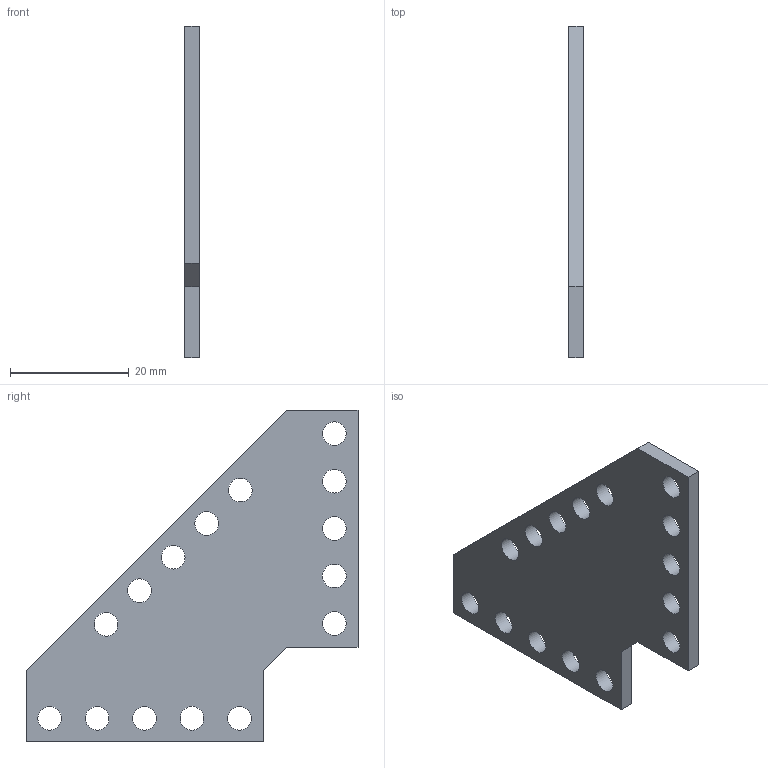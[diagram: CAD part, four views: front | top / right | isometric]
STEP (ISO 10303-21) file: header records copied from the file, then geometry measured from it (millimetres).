
FILE_DESCRIPTION( ( '' ), ' ' );
FILE_NAME( '5a2ac5f972ac810ef6302cd8.step', '2017-12-08T17:03:54', ( '' ), ( '' ), ' ', ' ', ' ' );
FILE_SCHEMA( ( 'AUTOMOTIVE_DESIGN { 1 0 10303 214 1 1 1 1 }' ) );
Length unit declared in the file: metre
Products named in the file (1): 1114-0090-0001
Bounding box: 2.5 x 56 x 56 mm (x, y, z)
Volume: 4328.8 mm3; surface area: 4424 mm2
Topology: 1 solids, 1 shells, 25 faces, 71 edges, 48 vertices
Faces by surface type: cylinder 15, plane 10
Full cylindrical faces by diameter (mm): 4 x15
Entity records: 1014 total; most frequent: DIRECTION 136, CARTESIAN_POINT 126, ORIENTED_EDGE 108, EDGE_LOOP 70, AXIS2_PLACEMENT_3D 56, EDGE_CURVE 54, VERTEX_POINT 46, FACE_OUTER_BOUND 40
